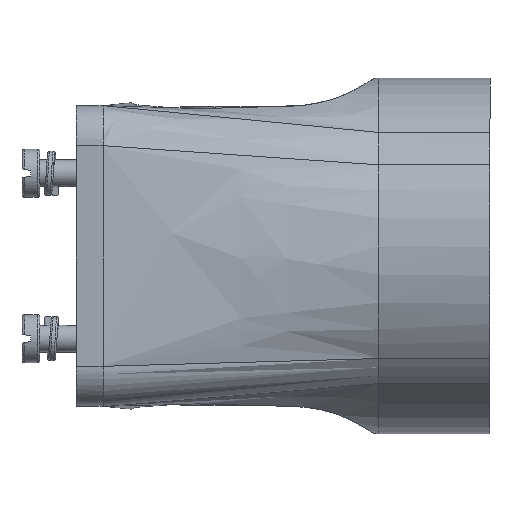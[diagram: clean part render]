
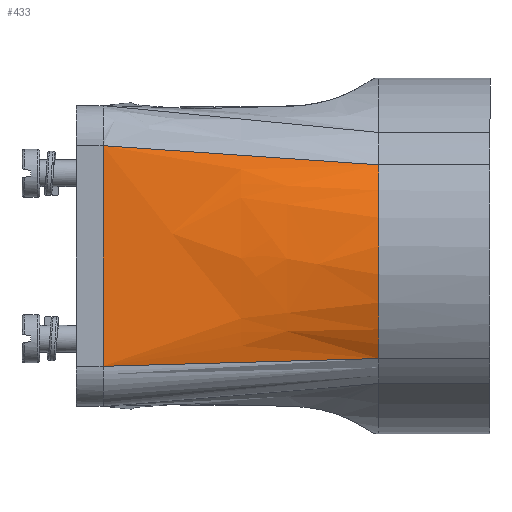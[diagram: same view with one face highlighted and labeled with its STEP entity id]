
A CAD part, left-side view. The second image highlights one B-rep face of the part: STEP entity #433.
In plain terms, the highlighted free-form (B-spline) face has degree [1, 2] with [3, 10] control points.
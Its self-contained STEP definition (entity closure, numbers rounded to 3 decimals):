
#100 = EDGE_CURVE ( 'NONE', #3819, #3818, #5653, .T. ) ;
#364 = EDGE_CURVE ( 'NONE', #3818, #3853, #7082, .T. ) ;
#365 = EDGE_CURVE ( 'NONE', #3853, #3854, #3627, .T. ) ;
#366 = EDGE_CURVE ( 'NONE', #3819, #3854, #7115, .T. ) ;
#433 = ADVANCED_FACE ( 'NONE', ( #8119 ), #15206, .F. ) ;
#2130 = VECTOR ( 'NONE', #7117, 1000. ) ;
#2133 = VECTOR ( 'NONE', #7084, 1000. ) ;
#3176 = EDGE_LOOP ( 'NONE', ( #5354, #5168, #5230, #5146 ) ) ;
#3627 = B_SPLINE_CURVE_WITH_KNOTS ( 'NONE', 3,
 ( #7081, #7085, #7086, #7087, #7088, #7089, #7090, #7091, #7092, #7093, #7094, #7095, #7096, #7097, #7098, #7099, #7100, #7101, #7102, #7103, #7104, #7105, #7106, #7107, #7108, #7109, #7110, #7111, #7112, #7113 ),
 .UNSPECIFIED., .F., .F.,
 ( 4, 2, 2, 2, 2, 2, 2, 2, 2, 2, 2, 2, 2, 2, 4 ),
 ( 0., 0.001, 0.002, 0.003, 0.006, 0.007, 0.009, 0.011, 0.013, 0.014, 0.017, 0.019, 0.02, 0.022, 0.023 ),
 .UNSPECIFIED. ) ;
#3818 = VERTEX_POINT ( 'NONE', #13892 ) ;
#3819 = VERTEX_POINT ( 'NONE', #13893 ) ;
#3853 = VERTEX_POINT ( 'NONE', #14072 ) ;
#3854 = VERTEX_POINT ( 'NONE', #14073 ) ;
#5146 = ORIENTED_EDGE ( 'NONE', *, *, #100, .F. ) ;
#5168 = ORIENTED_EDGE ( 'NONE', *, *, #365, .F. ) ;
#5230 = ORIENTED_EDGE ( 'NONE', *, *, #364, .F. ) ;
#5354 = ORIENTED_EDGE ( 'NONE', *, *, #366, .T. ) ;
#5653 = LINE ( 'NONE', #5654, #9583 ) ;
#5654 = CARTESIAN_POINT ( 'NONE',  ( -24., -2.6, 0. ) ) ;
#5655 = DIRECTION ( 'NONE',  ( 0., 0., 1. ) ) ;
#7081 = CARTESIAN_POINT ( 'NONE',  ( -17.172, -33.6, 10.252 ) ) ;
#7082 = LINE ( 'NONE', #7083, #2133 ) ;
#7083 = CARTESIAN_POINT ( 'NONE',  ( -20.552, -18.255, 11.315 ) ) ;
#7084 = DIRECTION ( 'NONE',  ( 0.215, -0.974, -0.068 ) ) ;
#7085 = CARTESIAN_POINT ( 'NONE',  ( -17.421, -33.6, 9.836 ) ) ;
#7086 = CARTESIAN_POINT ( 'NONE',  ( -17.651, -33.602, 9.414 ) ) ;
#7087 = CARTESIAN_POINT ( 'NONE',  ( -17.975, -33.6, 8.771 ) ) ;
#7088 = CARTESIAN_POINT ( 'NONE',  ( -18.079, -33.599, 8.555 ) ) ;
#7089 = CARTESIAN_POINT ( 'NONE',  ( -18.278, -33.598, 8.12 ) ) ;
#7090 = CARTESIAN_POINT ( 'NONE',  ( -18.375, -33.599, 7.901 ) ) ;
#7091 = CARTESIAN_POINT ( 'NONE',  ( -18.834, -33.603, 6.798 ) ) ;
#7092 = CARTESIAN_POINT ( 'NONE',  ( -19.138, -33.595, 5.89 ) ) ;
#7093 = CARTESIAN_POINT ( 'NONE',  ( -19.496, -33.6, 4.489 ) ) ;
#7094 = CARTESIAN_POINT ( 'NONE',  ( -19.599, -33.6, 4.015 ) ) ;
#7095 = CARTESIAN_POINT ( 'NONE',  ( -19.769, -33.599, 3.067 ) ) ;
#7096 = CARTESIAN_POINT ( 'NONE',  ( -19.837, -33.6, 2.592 ) ) ;
#7097 = CARTESIAN_POINT ( 'NONE',  ( -19.989, -33.605, 1.166 ) ) ;
#7098 = CARTESIAN_POINT ( 'NONE',  ( -20.022, -33.599, 0.211 ) ) ;
#7099 = CARTESIAN_POINT ( 'NONE',  ( -19.968, -33.599, -1.225 ) ) ;
#7100 = CARTESIAN_POINT ( 'NONE',  ( -19.933, -33.601, -1.705 ) ) ;
#7101 = CARTESIAN_POINT ( 'NONE',  ( -19.828, -33.602, -2.666 ) ) ;
#7102 = CARTESIAN_POINT ( 'NONE',  ( -19.757, -33.6, -3.144 ) ) ;
#7103 = CARTESIAN_POINT ( 'NONE',  ( -19.497, -33.595, -4.561 ) ) ;
#7104 = CARTESIAN_POINT ( 'NONE',  ( -19.258, -33.602, -5.486 ) ) ;
#7105 = CARTESIAN_POINT ( 'NONE',  ( -18.8, -33.598, -6.844 ) ) ;
#7106 = CARTESIAN_POINT ( 'NONE',  ( -18.631, -33.599, -7.292 ) ) ;
#7107 = CARTESIAN_POINT ( 'NONE',  ( -18.259, -33.603, -8.177 ) ) ;
#7108 = CARTESIAN_POINT ( 'NONE',  ( -18.055, -33.604, -8.616 ) ) ;
#7109 = CARTESIAN_POINT ( 'NONE',  ( -17.617, -33.596, -9.478 ) ) ;
#7110 = CARTESIAN_POINT ( 'NONE',  ( -17.382, -33.599, -9.901 ) ) ;
#7111 = CARTESIAN_POINT ( 'NONE',  ( -16.885, -33.6, -10.729 ) ) ;
#7112 = CARTESIAN_POINT ( 'NONE',  ( -16.621, -33.6, -11.134 ) ) ;
#7113 = CARTESIAN_POINT ( 'NONE',  ( -16.342, -33.6, -11.53 ) ) ;
#7115 = LINE ( 'NONE', #7116, #2130 ) ;
#7116 = CARTESIAN_POINT ( 'NONE',  ( -20.209, -17.945, -11.969 ) ) ;
#7117 = DIRECTION ( 'NONE',  ( 0.24, -0.97, 0.027 ) ) ;
#7535 = CARTESIAN_POINT ( 'NONE',  ( -24., -2.6, 12.4 ) ) ;
#7536 = CARTESIAN_POINT ( 'NONE',  ( -24., -2.6, 10.94 ) ) ;
#7537 = CARTESIAN_POINT ( 'NONE',  ( -24., -2.6, 7.84 ) ) ;
#7538 = CARTESIAN_POINT ( 'NONE',  ( -24., -2.6, 4.74 ) ) ;
#7539 = CARTESIAN_POINT ( 'NONE',  ( -24., -2.6, 1.64 ) ) ;
#7540 = CARTESIAN_POINT ( 'NONE',  ( -24., -2.6, -1.46 ) ) ;
#7541 = CARTESIAN_POINT ( 'NONE',  ( -24., -2.6, -4.56 ) ) ;
#7542 = CARTESIAN_POINT ( 'NONE',  ( -24., -2.6, -7.66 ) ) ;
#7543 = CARTESIAN_POINT ( 'NONE',  ( -24., -2.6, -10.76 ) ) ;
#7544 = CARTESIAN_POINT ( 'NONE',  ( -24., -2.6, -12.4 ) ) ;
#7545 = CARTESIAN_POINT ( 'NONE',  ( -17.172, -33.6, 10.252 ) ) ;
#7546 = CARTESIAN_POINT ( 'NONE',  ( -17.83, -33.6, 9.15 ) ) ;
#7547 = CARTESIAN_POINT ( 'NONE',  ( -18.957, -33.6, 6.555 ) ) ;
#7548 = CARTESIAN_POINT ( 'NONE',  ( -19.695, -33.6, 3.744 ) ) ;
#7549 = CARTESIAN_POINT ( 'NONE',  ( -20.045, -33.6, 0.81 ) ) ;
#7550 = CARTESIAN_POINT ( 'NONE',  ( -19.932, -33.6, -2.16 ) ) ;
#7551 = CARTESIAN_POINT ( 'NONE',  ( -19.409, -33.6, -5.071 ) ) ;
#7552 = CARTESIAN_POINT ( 'NONE',  ( -18.46, -33.6, -7.819 ) ) ;
#7553 = CARTESIAN_POINT ( 'NONE',  ( -17.173, -33.6, -10.352 ) ) ;
#7554 = CARTESIAN_POINT ( 'NONE',  ( -16.342, -33.6, -11.53 ) ) ;
#7555 = CARTESIAN_POINT ( 'NONE',  ( -17.104, -33.91, 10.231 ) ) ;
#7556 = CARTESIAN_POINT ( 'NONE',  ( -17.769, -33.91, 9.132 ) ) ;
#7557 = CARTESIAN_POINT ( 'NONE',  ( -18.907, -33.91, 6.542 ) ) ;
#7558 = CARTESIAN_POINT ( 'NONE',  ( -19.652, -33.91, 3.734 ) ) ;
#7559 = CARTESIAN_POINT ( 'NONE',  ( -20.006, -33.91, 0.802 ) ) ;
#7560 = CARTESIAN_POINT ( 'NONE',  ( -19.892, -33.91, -2.167 ) ) ;
#7561 = CARTESIAN_POINT ( 'NONE',  ( -19.363, -33.91, -5.076 ) ) ;
#7562 = CARTESIAN_POINT ( 'NONE',  ( -18.404, -33.91, -7.82 ) ) ;
#7563 = CARTESIAN_POINT ( 'NONE',  ( -17.105, -33.91, -10.348 ) ) ;
#7564 = CARTESIAN_POINT ( 'NONE',  ( -16.266, -33.91, -11.521 ) ) ;
#8119 = FACE_OUTER_BOUND ( 'NONE', #3176, .T. ) ;
#9583 = VECTOR ( 'NONE', #5655, 1000. ) ;
#13892 = CARTESIAN_POINT ( 'NONE',  ( -24., -2.6, 12.4 ) ) ;
#13893 = CARTESIAN_POINT ( 'NONE',  ( -24., -2.6, -12.4 ) ) ;
#14072 = CARTESIAN_POINT ( 'NONE',  ( -17.172, -33.6, 10.252 ) ) ;
#14073 = CARTESIAN_POINT ( 'NONE',  ( -16.342, -33.6, -11.53 ) ) ;
#15206 = B_SPLINE_SURFACE_WITH_KNOTS ( 'NONE', 1, 2, ( 
 ( #7535, #7536, #7537, #7538, #7539, #7540, #7541, #7542, #7543, #7544 ),
 ( #7545, #7546, #7547, #7548, #7549, #7550, #7551, #7552, #7553, #7554 ),
 ( #7555, #7556, #7557, #7558, #7559, #7560, #7561, #7562, #7563, #7564 ) ),
 .UNSPECIFIED., .F., .F., .F.,
 ( 2, 1, 2 ),
 ( 3, 1, 1, 1, 1, 1, 1, 1, 3 ),
 ( 0., 0.99, 1. ),
 ( 0., 0.118, 0.25, 0.368, 0.5, 0.618, 0.75, 0.868, 1. ),
 .UNSPECIFIED. ) ;
